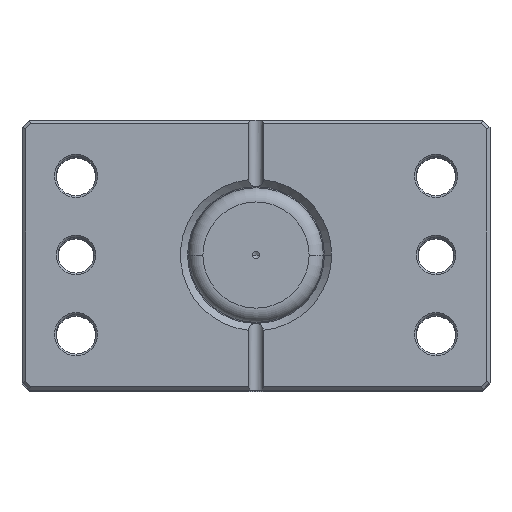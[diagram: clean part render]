
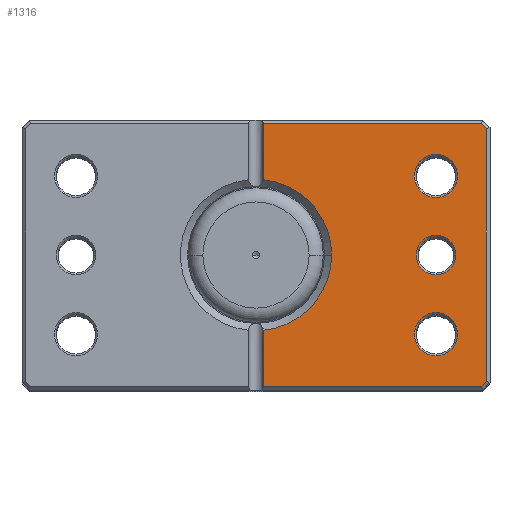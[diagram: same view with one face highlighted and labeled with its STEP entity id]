
A CAD part, top view. The second image highlights one B-rep face of the part: STEP entity #1316.
In plain terms, the highlighted face is planar.
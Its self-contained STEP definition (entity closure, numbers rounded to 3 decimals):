
#88 = VERTEX_POINT ( 'NONE', #2399 ) ;
#199 = DIRECTION ( 'NONE',  ( 1., 0., 0. ) ) ;
#215 = DIRECTION ( 'NONE',  ( 0., 0., 1. ) ) ;
#223 = CARTESIAN_POINT ( 'NONE',  ( -50., 22., 0. ) ) ;
#253 = AXIS2_PLACEMENT_3D ( 'NONE', #4045, #4077, #3508 ) ;
#312 = ORIENTED_EDGE ( 'NONE', *, *, #2246, .T. ) ;
#424 = ORIENTED_EDGE ( 'NONE', *, *, #4941, .T. ) ;
#468 = CARTESIAN_POINT ( 'NONE',  ( 0., 0., 0. ) ) ;
#474 = DIRECTION ( 'NONE',  ( 0., 0., 1. ) ) ;
#543 = FACE_BOUND ( 'NONE', #6161, .T. ) ;
#563 = FACE_BOUND ( 'NONE', #4858, .T. ) ;
#569 = FACE_OUTER_BOUND ( 'NONE', #4820, .T. ) ;
#582 = CARTESIAN_POINT ( 'NONE',  ( -62.586, 36.5, 0. ) ) ;
#589 = DIRECTION ( 'NONE',  ( 1., 0., 0. ) ) ;
#594 = FACE_BOUND ( 'NONE', #3498, .T. ) ;
#607 = DIRECTION ( 'NONE',  ( 0., 0., 1. ) ) ;
#630 = CARTESIAN_POINT ( 'NONE',  ( -50., -22., 0. ) ) ;
#647 = DIRECTION ( 'NONE',  ( -1., 0., 0. ) ) ;
#789 = VERTEX_POINT ( 'NONE', #4359 ) ;
#808 = CARTESIAN_POINT ( 'NONE',  ( 0., -36.5, 0. ) ) ;
#934 = LINE ( 'NONE', #5012, #1032 ) ;
#964 = CARTESIAN_POINT ( 'NONE',  ( -2., 37.5, 0. ) ) ;
#993 = CARTESIAN_POINT ( 'NONE',  ( -49.543, 49.543, 0. ) ) ;
#1016 = DIRECTION ( 'NONE',  ( 0.707, 0.707, 0. ) ) ;
#1032 = VECTOR ( 'NONE', #4529, 1000. ) ;
#1037 = DIRECTION ( 'NONE',  ( 0., -1., 0. ) ) ;
#1207 = AXIS2_PLACEMENT_3D ( 'NONE', #5703, #5595, #5552 ) ;
#1264 = CARTESIAN_POINT ( 'NONE',  ( -56., -22., 0. ) ) ;
#1279 = CIRCLE ( 'NONE', #253, 6. ) ;
#1316 = ADVANCED_FACE ( 'NONE', ( #563, #594, #543, #569 ), #5775, .F. ) ;
#1333 = AXIS2_PLACEMENT_3D ( 'NONE', #6786, #6732, #6676 ) ;
#1511 = AXIS2_PLACEMENT_3D ( 'NONE', #468, #474, #4572 ) ;
#1516 = DIRECTION ( 'NONE',  ( 1., 0., 0. ) ) ;
#1525 = DIRECTION ( 'NONE',  ( 0., 0., 1. ) ) ;
#1529 = VERTEX_POINT ( 'NONE', #1264 ) ;
#1538 = CARTESIAN_POINT ( 'NONE',  ( 0., 0., 0. ) ) ;
#1835 = CIRCLE ( 'NONE', #1894, 6. ) ;
#1894 = AXIS2_PLACEMENT_3D ( 'NONE', #630, #607, #589 ) ;
#1904 = VECTOR ( 'NONE', #1016, 1000. ) ;
#1986 = LINE ( 'NONE', #993, #1904 ) ;
#2133 = EDGE_CURVE ( 'NONE', #5307, #789, #3604, .T. ) ;
#2182 = EDGE_CURVE ( 'NONE', #2722, #1529, #2593, .T. ) ;
#2246 = EDGE_CURVE ( 'NONE', #3444, #2685, #1279, .T. ) ;
#2326 = ORIENTED_EDGE ( 'NONE', *, *, #6170, .T. ) ;
#2399 = CARTESIAN_POINT ( 'NONE',  ( -64., 35.086, 0. ) ) ;
#2410 = DIRECTION ( 'NONE',  ( 0., -1., 0. ) ) ;
#2440 = CARTESIAN_POINT ( 'NONE',  ( -44.5, 0., 0. ) ) ;
#2533 = ORIENTED_EDGE ( 'NONE', *, *, #5958, .T. ) ;
#2548 = ORIENTED_EDGE ( 'NONE', *, *, #2833, .T. ) ;
#2593 = CIRCLE ( 'NONE', #1207, 6. ) ;
#2622 = CARTESIAN_POINT ( 'NONE',  ( -2., -36.5, 0. ) ) ;
#2678 = ORIENTED_EDGE ( 'NONE', *, *, #5561, .T. ) ;
#2685 = VERTEX_POINT ( 'NONE', #5135 ) ;
#2722 = VERTEX_POINT ( 'NONE', #2925 ) ;
#2750 = DIRECTION ( 'NONE',  ( 1., 0., 0. ) ) ;
#2775 = DIRECTION ( 'NONE',  ( 0., 0., 1. ) ) ;
#2784 = CARTESIAN_POINT ( 'NONE',  ( -2., 37.5, 0. ) ) ;
#2809 = CARTESIAN_POINT ( 'NONE',  ( -50., 0., 0. ) ) ;
#2827 = ORIENTED_EDGE ( 'NONE', *, *, #2133, .T. ) ;
#2833 = EDGE_CURVE ( 'NONE', #789, #5307, #3256, .T. ) ;
#2858 = VERTEX_POINT ( 'NONE', #5050 ) ;
#2890 = ORIENTED_EDGE ( 'NONE', *, *, #6182, .T. ) ;
#2910 = ORIENTED_EDGE ( 'NONE', *, *, #2182, .T. ) ;
#2925 = CARTESIAN_POINT ( 'NONE',  ( -44., -22., 0. ) ) ;
#3015 = VECTOR ( 'NONE', #4179, 1000. ) ;
#3080 = CIRCLE ( 'NONE', #1511, 21. ) ;
#3116 = LINE ( 'NONE', #4269, #3015 ) ;
#3256 = CIRCLE ( 'NONE', #6850, 5.5 ) ;
#3264 = CIRCLE ( 'NONE', #3924, 6. ) ;
#3367 = ORIENTED_EDGE ( 'NONE', *, *, #4146, .T. ) ;
#3390 = VERTEX_POINT ( 'NONE', #6148 ) ;
#3417 = VERTEX_POINT ( 'NONE', #5944 ) ;
#3444 = VERTEX_POINT ( 'NONE', #5798 ) ;
#3498 = EDGE_LOOP ( 'NONE', ( #2890, #2910 ) ) ;
#3507 = ORIENTED_EDGE ( 'NONE', *, *, #5837, .T. ) ;
#3508 = DIRECTION ( 'NONE',  ( 1., 0., 0. ) ) ;
#3510 = VECTOR ( 'NONE', #6739, 1000. ) ;
#3543 = ORIENTED_EDGE ( 'NONE', *, *, #5598, .T. ) ;
#3569 = LINE ( 'NONE', #6581, #3510 ) ;
#3588 = VERTEX_POINT ( 'NONE', #4220 ) ;
#3593 = VERTEX_POINT ( 'NONE', #4183 ) ;
#3604 = CIRCLE ( 'NONE', #1333, 5.5 ) ;
#3608 = ORIENTED_EDGE ( 'NONE', *, *, #6277, .T. ) ;
#3752 = VERTEX_POINT ( 'NONE', #2622 ) ;
#3924 = AXIS2_PLACEMENT_3D ( 'NONE', #223, #215, #199 ) ;
#4045 = CARTESIAN_POINT ( 'NONE',  ( -50., 22., 0. ) ) ;
#4074 = ORIENTED_EDGE ( 'NONE', *, *, #5303, .T. ) ;
#4077 = DIRECTION ( 'NONE',  ( 0., 0., 1. ) ) ;
#4146 = EDGE_CURVE ( 'NONE', #2685, #3444, #3264, .T. ) ;
#4179 = DIRECTION ( 'NONE',  ( 0., 1., 0. ) ) ;
#4183 = CARTESIAN_POINT ( 'NONE',  ( -2., -20.905, 0. ) ) ;
#4199 = ORIENTED_EDGE ( 'NONE', *, *, #5474, .T. ) ;
#4220 = CARTESIAN_POINT ( 'NONE',  ( -2., 20.905, 0. ) ) ;
#4223 = AXIS2_PLACEMENT_3D ( 'NONE', #6046, #6337, #6363 ) ;
#4269 = CARTESIAN_POINT ( 'NONE',  ( -64., 0., 0. ) ) ;
#4287 = CARTESIAN_POINT ( 'NONE',  ( -64., -35.086, 0. ) ) ;
#4359 = CARTESIAN_POINT ( 'NONE',  ( -55.5, 0., 0. ) ) ;
#4360 = VERTEX_POINT ( 'NONE', #4287 ) ;
#4529 = DIRECTION ( 'NONE',  ( 1., 0., 0. ) ) ;
#4572 = DIRECTION ( 'NONE',  ( 1., 0., 0. ) ) ;
#4820 = EDGE_LOOP ( 'NONE', ( #4074, #424, #4199, #2678, #3543, #3507, #2533, #2326, #3608 ) ) ;
#4858 = EDGE_LOOP ( 'NONE', ( #2548, #2827 ) ) ;
#4872 = LINE ( 'NONE', #808, #4903 ) ;
#4903 = VECTOR ( 'NONE', #647, 1000. ) ;
#4941 = EDGE_CURVE ( 'NONE', #3588, #2858, #3080, .T. ) ;
#5012 = CARTESIAN_POINT ( 'NONE',  ( 0., 36.5, 0. ) ) ;
#5050 = CARTESIAN_POINT ( 'NONE',  ( -21., 0., 0. ) ) ;
#5110 = LINE ( 'NONE', #964, #5173 ) ;
#5135 = CARTESIAN_POINT ( 'NONE',  ( -56., 22., 0. ) ) ;
#5173 = VECTOR ( 'NONE', #1037, 1000. ) ;
#5303 = EDGE_CURVE ( 'NONE', #3390, #3588, #6221, .T. ) ;
#5307 = VERTEX_POINT ( 'NONE', #2440 ) ;
#5474 = EDGE_CURVE ( 'NONE', #2858, #3593, #5617, .T. ) ;
#5552 = DIRECTION ( 'NONE',  ( 1., 0., 0. ) ) ;
#5561 = EDGE_CURVE ( 'NONE', #3593, #3752, #5110, .T. ) ;
#5566 = AXIS2_PLACEMENT_3D ( 'NONE', #1538, #1525, #1516 ) ;
#5595 = DIRECTION ( 'NONE',  ( 0., 0., 1. ) ) ;
#5598 = EDGE_CURVE ( 'NONE', #3752, #3417, #4872, .T. ) ;
#5614 = VERTEX_POINT ( 'NONE', #582 ) ;
#5617 = CIRCLE ( 'NONE', #5566, 21. ) ;
#5703 = CARTESIAN_POINT ( 'NONE',  ( -50., -22., 0. ) ) ;
#5775 = PLANE ( 'NONE',  #4223 ) ;
#5798 = CARTESIAN_POINT ( 'NONE',  ( -44., 22., 0. ) ) ;
#5837 = EDGE_CURVE ( 'NONE', #3417, #4360, #3569, .T. ) ;
#5944 = CARTESIAN_POINT ( 'NONE',  ( -62.586, -36.5, 0. ) ) ;
#5958 = EDGE_CURVE ( 'NONE', #4360, #88, #3116, .T. ) ;
#6046 = CARTESIAN_POINT ( 'NONE',  ( 0., 0., 0. ) ) ;
#6148 = CARTESIAN_POINT ( 'NONE',  ( -2., 36.5, 0. ) ) ;
#6161 = EDGE_LOOP ( 'NONE', ( #3367, #312 ) ) ;
#6170 = EDGE_CURVE ( 'NONE', #88, #5614, #1986, .T. ) ;
#6182 = EDGE_CURVE ( 'NONE', #1529, #2722, #1835, .T. ) ;
#6221 = LINE ( 'NONE', #2784, #6229 ) ;
#6229 = VECTOR ( 'NONE', #2410, 1000. ) ;
#6277 = EDGE_CURVE ( 'NONE', #5614, #3390, #934, .T. ) ;
#6337 = DIRECTION ( 'NONE',  ( 0., 0., 1. ) ) ;
#6363 = DIRECTION ( 'NONE',  ( 1., 0., 0. ) ) ;
#6581 = CARTESIAN_POINT ( 'NONE',  ( -49.543, -49.543, 0. ) ) ;
#6676 = DIRECTION ( 'NONE',  ( 1., 0., 0. ) ) ;
#6732 = DIRECTION ( 'NONE',  ( 0., 0., 1. ) ) ;
#6739 = DIRECTION ( 'NONE',  ( -0.707, 0.707, 0. ) ) ;
#6786 = CARTESIAN_POINT ( 'NONE',  ( -50., 0., 0. ) ) ;
#6850 = AXIS2_PLACEMENT_3D ( 'NONE', #2809, #2775, #2750 ) ;
